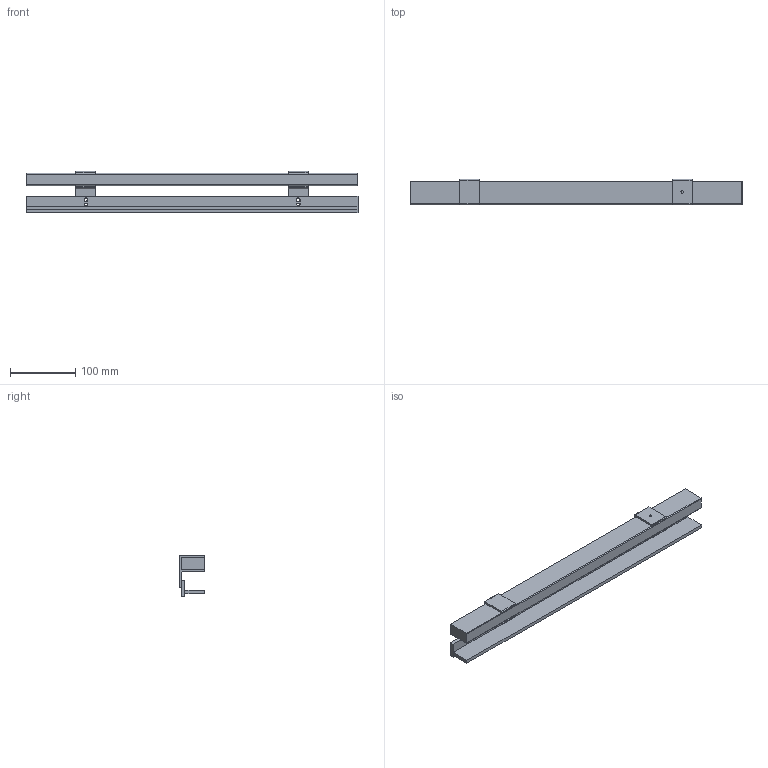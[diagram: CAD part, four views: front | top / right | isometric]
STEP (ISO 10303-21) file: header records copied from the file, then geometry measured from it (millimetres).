
FILE_DESCRIPTION(/* description */ ('','CAx-IF Rec.Pracs.---Representation and Presentation of Product Manufacturing Information (PMI)---4.0---2014-10-13'),/* implementation_level */ '2;1');
FILE_NAME(/* name */ 'GraphBotMount.step',/* time_stamp */ '2025-03-14T14:23:54-07:00',/* author */ (''),/* organization */ (''),/* preprocessor_version */ 'ST-DEVELOPER v20',/* originating_system */ 'Autodesk Translation Framework v13.20.0.188',/* authorisation */ '');
FILE_SCHEMA (('AP242_MANAGED_MODEL_BASED_3D_ENGINEERING_MIM_LF { 1 0 10303 442 1 1 4 }'));
Length unit declared in the file: millimetre
Products named in the file (5): GraphBot; Mount; WoodBracket; LedStripHolder; Mount(Mirror)
Assembly tree (4 placements, depth 2):
  GraphBot
    Mount
    WoodBracket
    LedStripHolder
    Mount(Mirror)
Bounding box: 508.24 x 38.5 x 62.85 mm (x, y, z)
Volume: 508010.8 mm3; surface area: 140581.8 mm2
Topology: 5 solids, 5 shells, 111 faces, 303 edges, 202 vertices
Faces by surface type: plane 84, cylinder 26, cone 1
Entity records: 3688 total; most frequent: CARTESIAN_POINT 624, ORIENTED_EDGE 604, DIRECTION 595, EDGE_CURVE 302, LINE 249, VECTOR 249, VERTEX_POINT 202, AXIS2_PLACEMENT_3D 173
